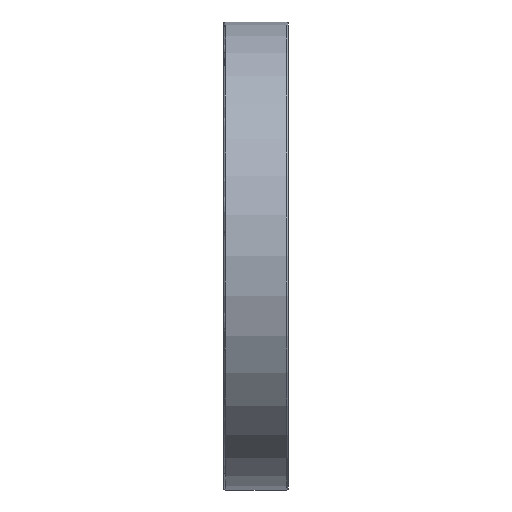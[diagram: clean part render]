
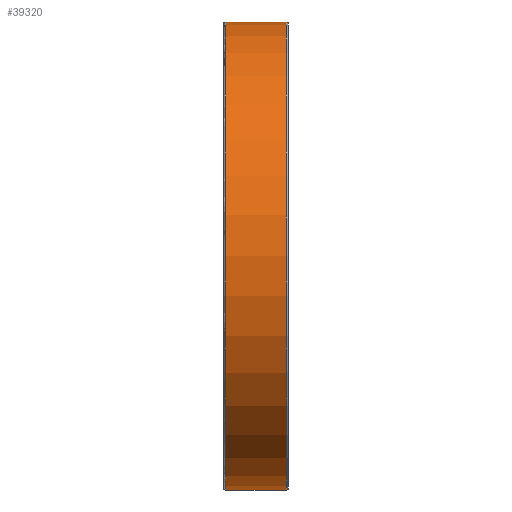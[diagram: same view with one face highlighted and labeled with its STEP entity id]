
A CAD part, top view. The second image highlights one B-rep face of the part: STEP entity #39320.
In plain terms, the highlighted cylindrical face has radius 72.5 mm (diameter 145 mm), a partial arc.
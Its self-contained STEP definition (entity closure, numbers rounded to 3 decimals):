
#29423=DIRECTION('',(-1.,0.,0.));
#29424=VECTOR('',#29423,18.8);
#29425=CARTESIAN_POINT('',(9.4,72.5,0.));
#29426=LINE('',#29425,#29424);
#29430=DIRECTION('',(-1.,0.,0.));
#29431=VECTOR('',#29430,18.8);
#29432=CARTESIAN_POINT('',(9.4,-72.5,0.));
#29433=LINE('',#29432,#29431);
#29445=CARTESIAN_POINT('',(9.4,0.,0.));
#29446=DIRECTION('',(1.,0.,0.));
#29447=DIRECTION('',(0.,1.,0.));
#29448=AXIS2_PLACEMENT_3D('',#29445,#29446,#29447);
#29453=CARTESIAN_POINT('',(-9.4,0.,0.));
#29454=DIRECTION('',(1.,0.,0.));
#29455=DIRECTION('',(0.,1.,0.));
#29456=AXIS2_PLACEMENT_3D('',#29453,#29454,#29455);
#36310=CARTESIAN_POINT('',(9.4,72.5,0.));
#36311=CARTESIAN_POINT('',(-9.4,72.5,0.));
#36312=VERTEX_POINT('',#36310);
#36313=VERTEX_POINT('',#36311);
#36322=CARTESIAN_POINT('',(9.4,-72.5,0.));
#36323=CARTESIAN_POINT('',(-9.4,-72.5,0.));
#36324=VERTEX_POINT('',#36322);
#36325=VERTEX_POINT('',#36323);
#39308=CARTESIAN_POINT('',(-11.,0.,0.));
#39309=DIRECTION('',(1.,0.,0.));
#39310=DIRECTION('',(0.,-1.,0.));
#39311=AXIS2_PLACEMENT_3D('',#39308,#39309,#39310);
#39312=CYLINDRICAL_SURFACE('',#39311,72.5);
#39313=ORIENTED_EDGE('',*,*,#39298,.F.);
#39314=ORIENTED_EDGE('',*,*,#39275,.T.);
#39315=ORIENTED_EDGE('',*,*,#39302,.T.);
#39317=ORIENTED_EDGE('',*,*,#39316,.F.);
#39318=EDGE_LOOP('',(#39313,#39314,#39315,#39317));
#39319=FACE_OUTER_BOUND('',#39318,.F.);
#29449=CIRCLE('',#29448,72.5);
#29457=CIRCLE('',#29456,72.5);
#39275=EDGE_CURVE('',#36312,#36324,#29449,.T.);
#39298=EDGE_CURVE('',#36312,#36313,#29426,.T.);
#39302=EDGE_CURVE('',#36324,#36325,#29433,.T.);
#39316=EDGE_CURVE('',#36313,#36325,#29457,.T.);
#39320=ADVANCED_FACE('',(#39319),#39312,.T.);
